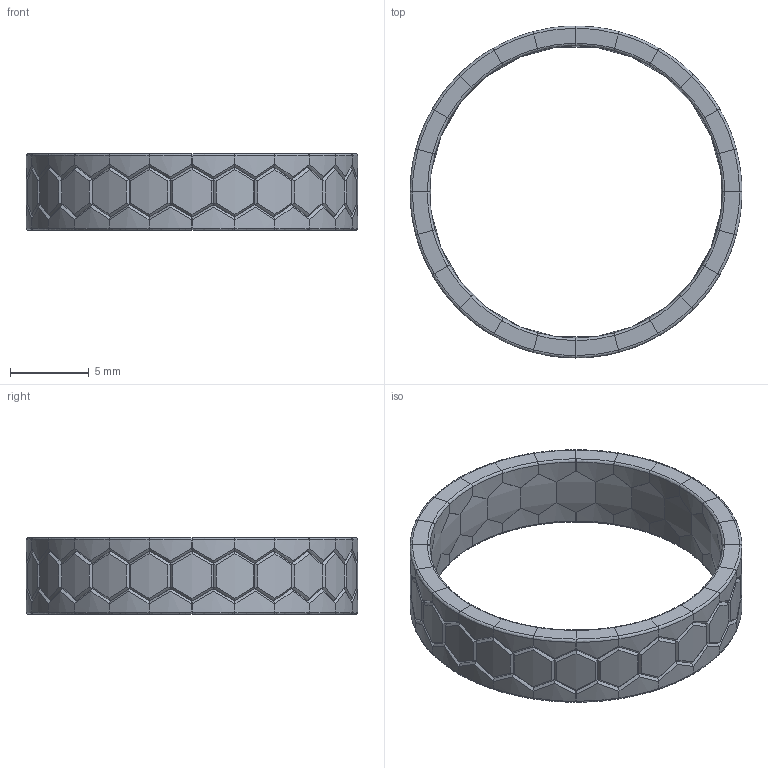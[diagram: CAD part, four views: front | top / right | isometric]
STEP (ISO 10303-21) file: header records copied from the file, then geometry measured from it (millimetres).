
FILE_DESCRIPTION(('FreeCAD Model'),'2;1');
FILE_NAME('Open CASCADE Shape Model','2025-05-04T06:08:55',('FreeCAD'),( 'FreeCAD'),'Open CASCADE STEP processor 7.6','FreeCAD','Unknown');
FILE_SCHEMA(('AUTOMOTIVE_DESIGN { 1 0 10303 214 1 1 1 1 }'));
Length unit declared in the file: millimetre
Products named in the file (1): Open CASCADE STEP translator 7.6 1
Bounding box: 21.1 x 21.1 x 4.89 mm (x, y, z)
Volume: 377.6 mm3; surface area: 1279.9 mm2
Topology: 72 solids, 72 shells, 864 faces, 1968 edges, 1248 vertices
Faces by surface type: bspline 864
Entity records: 34480 total; most frequent: CARTESIAN_POINT 22369, ORIENTED_EDGE 3936, EDGE_CURVE 1968, B_SPLINE_CURVE_WITH_KNOTS 1584, VERTEX_POINT 1248, ADVANCED_FACE 864, FACE_BOUND 864, EDGE_LOOP 864
